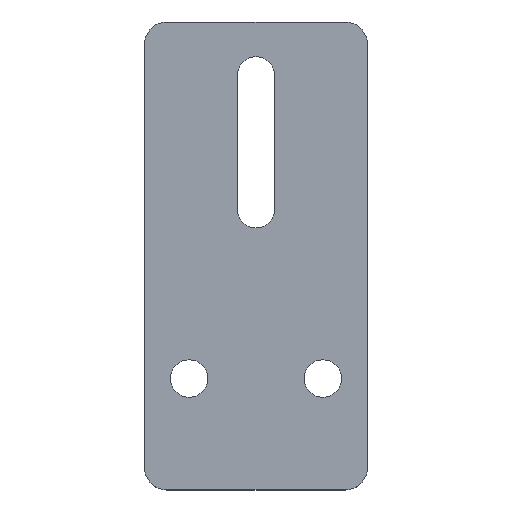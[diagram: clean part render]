
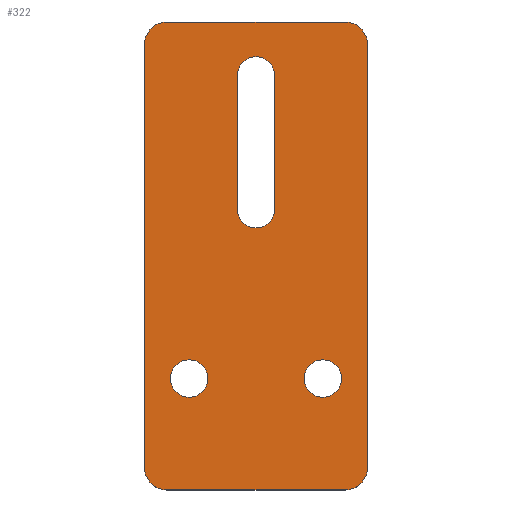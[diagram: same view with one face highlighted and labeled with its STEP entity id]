
A CAD part, top view. The second image highlights one B-rep face of the part: STEP entity #322.
In plain terms, the highlighted planar face has unit normal (0, 0, 1).
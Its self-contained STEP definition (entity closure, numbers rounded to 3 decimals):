
#18=FACE_BOUND('',#64,.T.);
#19=FACE_BOUND('',#65,.T.);
#20=FACE_BOUND('',#66,.T.);
#28=PLANE('',#376);
#44=FACE_OUTER_BOUND('',#63,.T.);
#63=EDGE_LOOP('',(#283,#284,#285,#286,#287,#288,#289,#290));
#64=EDGE_LOOP('',(#291,#292,#293,#294));
#65=EDGE_LOOP('',(#295,#296));
#66=EDGE_LOOP('',(#297,#298));
#70=LINE('',#487,#96);
#74=LINE('',#497,#100);
#81=LINE('',#528,#107);
#87=LINE('',#548,#113);
#90=LINE('',#556,#116);
#92=LINE('',#562,#118);
#96=VECTOR('',#390,10.);
#100=VECTOR('',#402,10.);
#107=VECTOR('',#433,10.);
#113=VECTOR('',#453,10.);
#116=VECTOR('',#462,10.);
#118=VECTOR('',#470,10.);
#120=CIRCLE('',#345,4.2);
#122=CIRCLE('',#349,4.2);
#123=CIRCLE('',#352,4.2);
#124=CIRCLE('',#353,4.2);
#126=CIRCLE('',#356,4.2);
#127=CIRCLE('',#357,4.2);
#129=CIRCLE('',#360,5.);
#134=CIRCLE('',#368,5.);
#135=CIRCLE('',#371,5.);
#136=CIRCLE('',#374,5.);
#139=VERTEX_POINT('',#478);
#140=VERTEX_POINT('',#480);
#142=VERTEX_POINT('',#486);
#144=VERTEX_POINT('',#492);
#145=VERTEX_POINT('',#499);
#146=VERTEX_POINT('',#500);
#148=VERTEX_POINT('',#507);
#149=VERTEX_POINT('',#508);
#151=VERTEX_POINT('',#515);
#152=VERTEX_POINT('',#516);
#156=VERTEX_POINT('',#526);
#162=VERTEX_POINT('',#542);
#163=VERTEX_POINT('',#546);
#164=VERTEX_POINT('',#550);
#165=VERTEX_POINT('',#554);
#166=VERTEX_POINT('',#558);
#169=EDGE_CURVE('',#140,#139,#120,.T.);
#172=EDGE_CURVE('',#142,#140,#70,.T.);
#175=EDGE_CURVE('',#144,#142,#122,.T.);
#178=EDGE_CURVE('',#139,#144,#74,.T.);
#179=EDGE_CURVE('',#145,#146,#123,.T.);
#180=EDGE_CURVE('',#146,#145,#124,.T.);
#183=EDGE_CURVE('',#148,#149,#126,.T.);
#184=EDGE_CURVE('',#149,#148,#127,.T.);
#187=EDGE_CURVE('',#151,#152,#129,.T.);
#193=EDGE_CURVE('',#151,#156,#81,.T.);
#200=EDGE_CURVE('',#162,#156,#134,.T.);
#203=EDGE_CURVE('',#162,#163,#87,.T.);
#204=EDGE_CURVE('',#164,#163,#135,.T.);
#207=EDGE_CURVE('',#164,#165,#90,.T.);
#208=EDGE_CURVE('',#166,#165,#136,.T.);
#210=EDGE_CURVE('',#166,#152,#92,.T.);
#283=ORIENTED_EDGE('',*,*,#187,.F.);
#284=ORIENTED_EDGE('',*,*,#193,.T.);
#285=ORIENTED_EDGE('',*,*,#200,.F.);
#286=ORIENTED_EDGE('',*,*,#203,.T.);
#287=ORIENTED_EDGE('',*,*,#204,.F.);
#288=ORIENTED_EDGE('',*,*,#207,.T.);
#289=ORIENTED_EDGE('',*,*,#208,.F.);
#290=ORIENTED_EDGE('',*,*,#210,.T.);
#291=ORIENTED_EDGE('',*,*,#175,.T.);
#292=ORIENTED_EDGE('',*,*,#172,.T.);
#293=ORIENTED_EDGE('',*,*,#169,.T.);
#294=ORIENTED_EDGE('',*,*,#178,.T.);
#295=ORIENTED_EDGE('',*,*,#179,.T.);
#296=ORIENTED_EDGE('',*,*,#180,.T.);
#297=ORIENTED_EDGE('',*,*,#183,.T.);
#298=ORIENTED_EDGE('',*,*,#184,.T.);
#322=ADVANCED_FACE('',(#44,#18,#19,#20),#28,.T.);
#345=AXIS2_PLACEMENT_3D('',#481,#384,#385);
#349=AXIS2_PLACEMENT_3D('',#493,#396,#397);
#352=AXIS2_PLACEMENT_3D('',#501,#405,#406);
#353=AXIS2_PLACEMENT_3D('',#502,#407,#408);
#356=AXIS2_PLACEMENT_3D('',#509,#414,#415);
#357=AXIS2_PLACEMENT_3D('',#510,#416,#417);
#360=AXIS2_PLACEMENT_3D('',#517,#423,#424);
#368=AXIS2_PLACEMENT_3D('',#543,#447,#448);
#371=AXIS2_PLACEMENT_3D('',#551,#456,#457);
#374=AXIS2_PLACEMENT_3D('',#559,#465,#466);
#376=AXIS2_PLACEMENT_3D('',#563,#471,#472);
#384=DIRECTION('center_axis',(0.,0.,-1.));
#385=DIRECTION('ref_axis',(1.,0.,0.));
#390=DIRECTION('',(0.,1.,0.));
#396=DIRECTION('center_axis',(0.,0.,-1.));
#397=DIRECTION('ref_axis',(-1.,0.,0.));
#402=DIRECTION('',(0.,-1.,0.));
#405=DIRECTION('center_axis',(0.,0.,-1.));
#406=DIRECTION('ref_axis',(1.,0.,0.));
#407=DIRECTION('center_axis',(0.,0.,-1.));
#408=DIRECTION('ref_axis',(1.,0.,0.));
#414=DIRECTION('center_axis',(0.,0.,-1.));
#415=DIRECTION('ref_axis',(1.,0.,0.));
#416=DIRECTION('center_axis',(0.,0.,-1.));
#417=DIRECTION('ref_axis',(1.,0.,0.));
#423=DIRECTION('center_axis',(0.,0.,-1.));
#424=DIRECTION('ref_axis',(0.707,0.707,0.));
#433=DIRECTION('',(-1.,0.,0.));
#447=DIRECTION('center_axis',(0.,0.,-1.));
#448=DIRECTION('ref_axis',(-0.707,0.707,0.));
#453=DIRECTION('',(0.,-1.,0.));
#456=DIRECTION('center_axis',(0.,0.,-1.));
#457=DIRECTION('ref_axis',(-0.707,-0.707,0.));
#462=DIRECTION('',(1.,0.,0.));
#465=DIRECTION('center_axis',(0.,0.,-1.));
#466=DIRECTION('ref_axis',(0.707,-0.707,0.));
#470=DIRECTION('',(0.,1.,0.));
#471=DIRECTION('center_axis',(0.,0.,1.));
#472=DIRECTION('ref_axis',(1.,0.,0.));
#478=CARTESIAN_POINT('',(4.2,40.5,4.));
#480=CARTESIAN_POINT('',(-4.2,40.5,4.));
#481=CARTESIAN_POINT('Origin',(0.,40.5,4.));
#486=CARTESIAN_POINT('',(-4.2,10.5,4.));
#487=CARTESIAN_POINT('',(-4.2,5.25,4.));
#492=CARTESIAN_POINT('',(4.2,10.5,4.));
#493=CARTESIAN_POINT('Origin',(0.,10.5,4.));
#497=CARTESIAN_POINT('',(4.2,20.25,4.));
#499=CARTESIAN_POINT('',(19.2,-27.5,4.));
#500=CARTESIAN_POINT('',(10.8,-27.5,4.));
#501=CARTESIAN_POINT('Origin',(15.,-27.5,4.));
#502=CARTESIAN_POINT('Origin',(15.,-27.5,4.));
#507=CARTESIAN_POINT('',(-10.8,-27.5,4.));
#508=CARTESIAN_POINT('',(-19.2,-27.5,4.));
#509=CARTESIAN_POINT('Origin',(-15.,-27.5,4.));
#510=CARTESIAN_POINT('Origin',(-15.,-27.5,4.));
#515=CARTESIAN_POINT('',(20.,52.5,4.));
#516=CARTESIAN_POINT('',(25.,47.5,4.));
#517=CARTESIAN_POINT('Origin',(20.,47.5,4.));
#526=CARTESIAN_POINT('',(-20.,52.5,4.));
#528=CARTESIAN_POINT('',(25.,52.5,4.));
#542=CARTESIAN_POINT('',(-25.,47.5,4.));
#543=CARTESIAN_POINT('Origin',(-20.,47.5,4.));
#546=CARTESIAN_POINT('',(-25.,-47.5,4.));
#548=CARTESIAN_POINT('',(-25.,52.5,4.));
#550=CARTESIAN_POINT('',(-20.,-52.5,4.));
#551=CARTESIAN_POINT('Origin',(-20.,-47.5,4.));
#554=CARTESIAN_POINT('',(20.,-52.5,4.));
#556=CARTESIAN_POINT('',(-25.,-52.5,4.));
#558=CARTESIAN_POINT('',(25.,-47.5,4.));
#559=CARTESIAN_POINT('Origin',(20.,-47.5,4.));
#562=CARTESIAN_POINT('',(25.,-52.5,4.));
#563=CARTESIAN_POINT('Origin',(0.,0.,4.));
